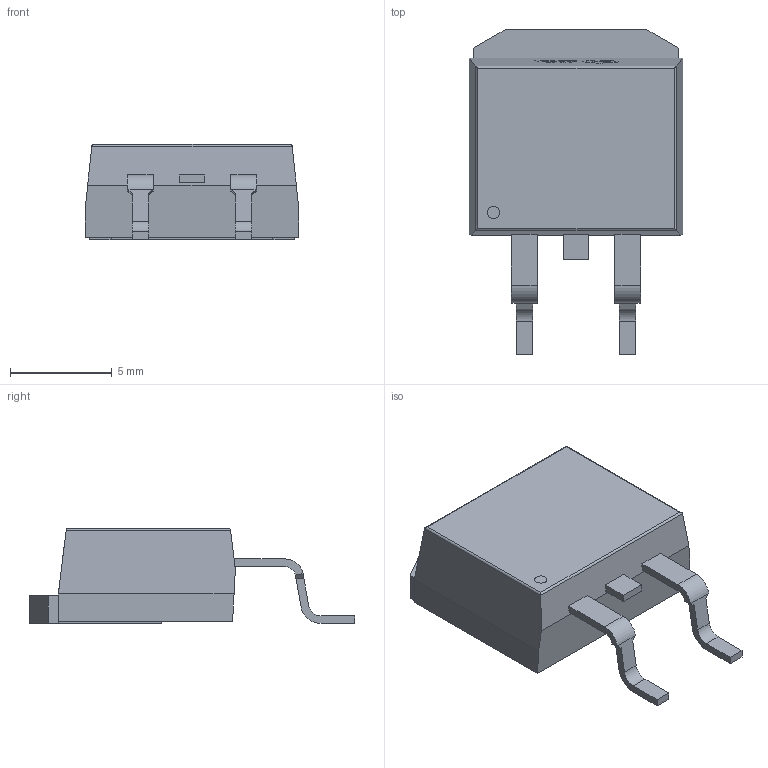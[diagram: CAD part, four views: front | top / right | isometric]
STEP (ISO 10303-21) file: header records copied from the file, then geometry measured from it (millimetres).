
FILE_DESCRIPTION (( 'STEP AP214' ), '1' );
FILE_NAME ('TO-263-3_L10.5-W8.7-P5.08-LS16.0-TL.step', '2022-08-01T13:06:17', ( '' ), ( '' ), 'SwSTEP 2.0', 'SolidWorks 2020', '' );
FILE_SCHEMA (( 'AUTOMOTIVE_DESIGN' ));
Length unit declared in the file: millimetre
Products named in the file (1): TO-263-3_L10.5-W8.7-P5.08-LS16.0-TL
Bounding box: 10.5 x 16 x 4.67 mm (x, y, z)
Volume: 425.6 mm3; surface area: 419.7 mm2
Topology: 1 solids, 1 shells, 299 faces, 814 edges, 540 vertices
Faces by surface type: plane 187, bspline 98, cylinder 14
Entity records: 13179 total; most frequent: CARTESIAN_POINT 2984, ORIENTED_EDGE 1628, DIRECTION 1030, EDGE_CURVE 814, VECTOR 586, LINE 586, VERTEX_POINT 540, EDGE_LOOP 322
